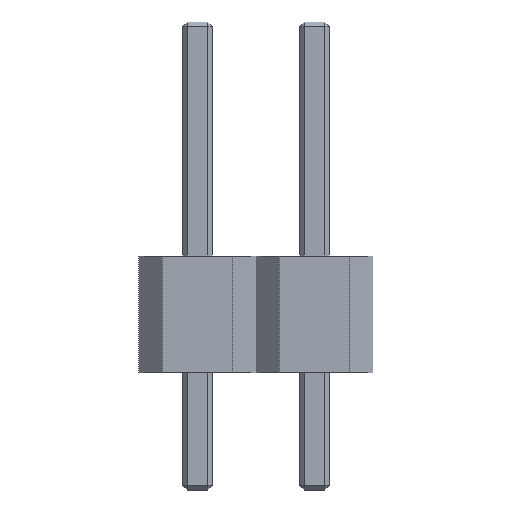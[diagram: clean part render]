
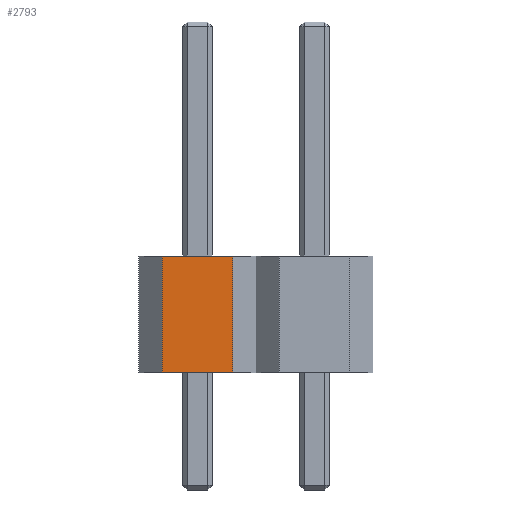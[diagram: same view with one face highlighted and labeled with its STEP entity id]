
A CAD part, front view. The second image highlights one B-rep face of the part: STEP entity #2793.
In plain terms, the highlighted planar face has unit normal (0, -1, 0).
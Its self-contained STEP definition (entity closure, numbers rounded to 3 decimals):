
#2688 = PLANE('',#2689);
#2689 = AXIS2_PLACEMENT_3D('',#2690,#2691,#2692);
#2690 = CARTESIAN_POINT('',(-2.5,-0.755,0.));
#2691 = DIRECTION('',(0.707,0.707,0.));
#2692 = DIRECTION('',(0.707,-0.707,0.));
#2713 = VERTEX_POINT('',#2714);
#2714 = CARTESIAN_POINT('',(-2.005,-1.25,2.5));
#2728 = PLANE('',#2729);
#2729 = AXIS2_PLACEMENT_3D('',#2730,#2731,#2732);
#2730 = CARTESIAN_POINT('',(0.,0.,2.5));
#2731 = DIRECTION('',(0.,0.,1.));
#2732 = DIRECTION('',(1.,0.,0.));
#2740 = EDGE_CURVE('',#2741,#2713,#2743,.T.);
#2741 = VERTEX_POINT('',#2742);
#2742 = CARTESIAN_POINT('',(-2.005,-1.25,0.));
#2743 = SURFACE_CURVE('',#2744,(#2748,#2755),.PCURVE_S1.);
#2744 = LINE('',#2745,#2746);
#2745 = CARTESIAN_POINT('',(-2.005,-1.25,0.));
#2746 = VECTOR('',#2747,1.);
#2747 = DIRECTION('',(0.,0.,1.));
#2748 = PCURVE('',#2688,#2749);
#2749 = DEFINITIONAL_REPRESENTATION('',(#2750),#2754);
#2750 = LINE('',#2751,#2752);
#2751 = CARTESIAN_POINT('',(0.7,0.));
#2752 = VECTOR('',#2753,1.);
#2753 = DIRECTION('',(0.,-1.));
#2754 = ( GEOMETRIC_REPRESENTATION_CONTEXT(2) 
PARAMETRIC_REPRESENTATION_CONTEXT() REPRESENTATION_CONTEXT('2D SPACE',''
  ) );
#2755 = PCURVE('',#2756,#2761);
#2756 = PLANE('',#2757);
#2757 = AXIS2_PLACEMENT_3D('',#2758,#2759,#2760);
#2758 = CARTESIAN_POINT('',(-2.005,-1.25,0.));
#2759 = DIRECTION('',(0.,1.,0.));
#2760 = DIRECTION('',(1.,0.,0.));
#2761 = DEFINITIONAL_REPRESENTATION('',(#2762),#2766);
#2762 = LINE('',#2763,#2764);
#2763 = CARTESIAN_POINT('',(0.,0.));
#2764 = VECTOR('',#2765,1.);
#2765 = DIRECTION('',(0.,-1.));
#2766 = ( GEOMETRIC_REPRESENTATION_CONTEXT(2) 
PARAMETRIC_REPRESENTATION_CONTEXT() REPRESENTATION_CONTEXT('2D SPACE',''
  ) );
#2782 = PLANE('',#2783);
#2783 = AXIS2_PLACEMENT_3D('',#2784,#2785,#2786);
#2784 = CARTESIAN_POINT('',(0.,0.,0.));
#2785 = DIRECTION('',(0.,0.,1.));
#2786 = DIRECTION('',(1.,0.,0.));
#2793 = ADVANCED_FACE('',(#2794),#2756,.F.);
#2794 = FACE_BOUND('',#2795,.F.);
#2795 = EDGE_LOOP('',(#2796,#2797,#2820,#2848));
#2796 = ORIENTED_EDGE('',*,*,#2740,.T.);
#2797 = ORIENTED_EDGE('',*,*,#2798,.T.);
#2798 = EDGE_CURVE('',#2713,#2799,#2801,.T.);
#2799 = VERTEX_POINT('',#2800);
#2800 = CARTESIAN_POINT('',(-0.495,-1.25,2.5));
#2801 = SURFACE_CURVE('',#2802,(#2806,#2813),.PCURVE_S1.);
#2802 = LINE('',#2803,#2804);
#2803 = CARTESIAN_POINT('',(-2.005,-1.25,2.5));
#2804 = VECTOR('',#2805,1.);
#2805 = DIRECTION('',(1.,0.,0.));
#2806 = PCURVE('',#2756,#2807);
#2807 = DEFINITIONAL_REPRESENTATION('',(#2808),#2812);
#2808 = LINE('',#2809,#2810);
#2809 = CARTESIAN_POINT('',(0.,-2.5));
#2810 = VECTOR('',#2811,1.);
#2811 = DIRECTION('',(1.,0.));
#2812 = ( GEOMETRIC_REPRESENTATION_CONTEXT(2) 
PARAMETRIC_REPRESENTATION_CONTEXT() REPRESENTATION_CONTEXT('2D SPACE',''
  ) );
#2813 = PCURVE('',#2728,#2814);
#2814 = DEFINITIONAL_REPRESENTATION('',(#2815),#2819);
#2815 = LINE('',#2816,#2817);
#2816 = CARTESIAN_POINT('',(-2.005,-1.25));
#2817 = VECTOR('',#2818,1.);
#2818 = DIRECTION('',(1.,0.));
#2819 = ( GEOMETRIC_REPRESENTATION_CONTEXT(2) 
PARAMETRIC_REPRESENTATION_CONTEXT() REPRESENTATION_CONTEXT('2D SPACE',''
  ) );
#2820 = ORIENTED_EDGE('',*,*,#2821,.F.);
#2821 = EDGE_CURVE('',#2822,#2799,#2824,.T.);
#2822 = VERTEX_POINT('',#2823);
#2823 = CARTESIAN_POINT('',(-0.495,-1.25,0.));
#2824 = SURFACE_CURVE('',#2825,(#2829,#2836),.PCURVE_S1.);
#2825 = LINE('',#2826,#2827);
#2826 = CARTESIAN_POINT('',(-0.495,-1.25,0.));
#2827 = VECTOR('',#2828,1.);
#2828 = DIRECTION('',(0.,0.,1.));
#2829 = PCURVE('',#2756,#2830);
#2830 = DEFINITIONAL_REPRESENTATION('',(#2831),#2835);
#2831 = LINE('',#2832,#2833);
#2832 = CARTESIAN_POINT('',(1.51,0.));
#2833 = VECTOR('',#2834,1.);
#2834 = DIRECTION('',(0.,-1.));
#2835 = ( GEOMETRIC_REPRESENTATION_CONTEXT(2) 
PARAMETRIC_REPRESENTATION_CONTEXT() REPRESENTATION_CONTEXT('2D SPACE',''
  ) );
#2836 = PCURVE('',#2837,#2842);
#2837 = PLANE('',#2838);
#2838 = AXIS2_PLACEMENT_3D('',#2839,#2840,#2841);
#2839 = CARTESIAN_POINT('',(-0.495,-1.25,0.));
#2840 = DIRECTION('',(-0.707,0.707,0.));
#2841 = DIRECTION('',(0.707,0.707,0.));
#2842 = DEFINITIONAL_REPRESENTATION('',(#2843),#2847);
#2843 = LINE('',#2844,#2845);
#2844 = CARTESIAN_POINT('',(0.,0.));
#2845 = VECTOR('',#2846,1.);
#2846 = DIRECTION('',(0.,-1.));
#2847 = ( GEOMETRIC_REPRESENTATION_CONTEXT(2) 
PARAMETRIC_REPRESENTATION_CONTEXT() REPRESENTATION_CONTEXT('2D SPACE',''
  ) );
#2848 = ORIENTED_EDGE('',*,*,#2849,.F.);
#2849 = EDGE_CURVE('',#2741,#2822,#2850,.T.);
#2850 = SURFACE_CURVE('',#2851,(#2855,#2862),.PCURVE_S1.);
#2851 = LINE('',#2852,#2853);
#2852 = CARTESIAN_POINT('',(-2.005,-1.25,0.));
#2853 = VECTOR('',#2854,1.);
#2854 = DIRECTION('',(1.,0.,0.));
#2855 = PCURVE('',#2756,#2856);
#2856 = DEFINITIONAL_REPRESENTATION('',(#2857),#2861);
#2857 = LINE('',#2858,#2859);
#2858 = CARTESIAN_POINT('',(0.,0.));
#2859 = VECTOR('',#2860,1.);
#2860 = DIRECTION('',(1.,0.));
#2861 = ( GEOMETRIC_REPRESENTATION_CONTEXT(2) 
PARAMETRIC_REPRESENTATION_CONTEXT() REPRESENTATION_CONTEXT('2D SPACE',''
  ) );
#2862 = PCURVE('',#2782,#2863);
#2863 = DEFINITIONAL_REPRESENTATION('',(#2864),#2868);
#2864 = LINE('',#2865,#2866);
#2865 = CARTESIAN_POINT('',(-2.005,-1.25));
#2866 = VECTOR('',#2867,1.);
#2867 = DIRECTION('',(1.,0.));
#2868 = ( GEOMETRIC_REPRESENTATION_CONTEXT(2) 
PARAMETRIC_REPRESENTATION_CONTEXT() REPRESENTATION_CONTEXT('2D SPACE',''
  ) );
